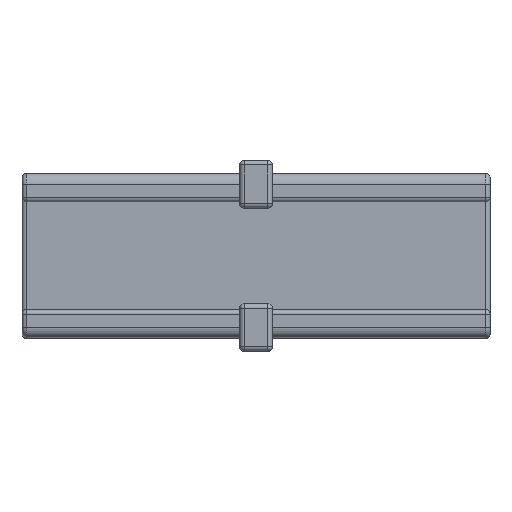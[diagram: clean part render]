
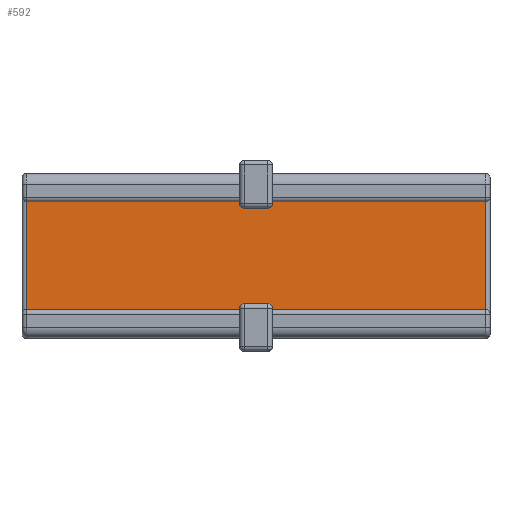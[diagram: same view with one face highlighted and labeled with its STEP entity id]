
A CAD part, top view. The second image highlights one B-rep face of the part: STEP entity #592.
In plain terms, the highlighted planar face has unit normal (0, 0, 1).
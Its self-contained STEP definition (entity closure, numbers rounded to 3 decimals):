
#3 = CARTESIAN_POINT ( 'NONE',  ( 1.5, 4.811, -9.8 ) ) ;
#6 = CARTESIAN_POINT ( 'NONE',  ( 21.1, -6.05, -9.8 ) ) ;
#48 = VERTEX_POINT ( 'NONE', #218 ) ;
#59 = CARTESIAN_POINT ( 'NONE',  ( -3.5, -4.411, -9.8 ) ) ;
#61 = CARTESIAN_POINT ( 'NONE',  ( 1.5, 6.05, -9.8 ) ) ;
#86 = VERTEX_POINT ( 'NONE', #3419 ) ;
#107 = VERTEX_POINT ( 'NONE', #6 ) ;
#116 = LINE ( 'NONE', #1639, #2797 ) ;
#139 = DIRECTION ( 'NONE',  ( -1., 0., 0. ) ) ;
#157 = VERTEX_POINT ( 'NONE', #1953 ) ;
#168 = VERTEX_POINT ( 'NONE', #3011 ) ;
#169 = EDGE_CURVE ( 'NONE', #2361, #672, #2442, .T. ) ;
#172 = CARTESIAN_POINT ( 'NONE',  ( 21.1, -6.05, -9.8 ) ) ;
#207 = DIRECTION ( 'NONE',  ( 0., 0., -1. ) ) ;
#218 = CARTESIAN_POINT ( 'NONE',  ( -21.1, -6.05, -9.8 ) ) ;
#362 = LINE ( 'NONE', #1728, #2936 ) ;
#424 = DIRECTION ( 'NONE',  ( 0., 1., 0. ) ) ;
#435 = CIRCLE ( 'NONE', #2940, 0.4 ) ;
#506 = EDGE_CURVE ( 'NONE', #1328, #1522, #3367, .T. ) ;
#515 = VECTOR ( 'NONE', #652, 1000. ) ;
#523 = ORIENTED_EDGE ( 'NONE', *, *, #169, .T. ) ;
#526 = DIRECTION ( 'NONE',  ( 0., 1., 0. ) ) ;
#590 = DIRECTION ( 'NONE',  ( 0., 1., 0. ) ) ;
#592 = ADVANCED_FACE ( 'NONE', ( #3280 ), #636, .F. ) ;
#628 = LINE ( 'NONE', #2961, #2160 ) ;
#636 = PLANE ( 'NONE',  #1362 ) ;
#643 = CARTESIAN_POINT ( 'NONE',  ( 1.5, -6.05, -9.8 ) ) ;
#652 = DIRECTION ( 'NONE',  ( 1., 0., 0. ) ) ;
#672 = VERTEX_POINT ( 'NONE', #1296 ) ;
#685 = VECTOR ( 'NONE', #1647, 1000. ) ;
#702 = EDGE_LOOP ( 'NONE', ( #1673, #2963, #1079, #887, #1133, #523, #3136, #2987, #836, #1268, #2528, #2110, #2643, #2225, #2324, #910 ) ) ;
#703 = VECTOR ( 'NONE', #1883, 1000. ) ;
#836 = ORIENTED_EDGE ( 'NONE', *, *, #2570, .F. ) ;
#848 = CARTESIAN_POINT ( 'NONE',  ( 1.1, 4.811, -9.8 ) ) ;
#887 = ORIENTED_EDGE ( 'NONE', *, *, #3336, .T. ) ;
#910 = ORIENTED_EDGE ( 'NONE', *, *, #506, .T. ) ;
#977 = LINE ( 'NONE', #1488, #2295 ) ;
#1010 = CARTESIAN_POINT ( 'NONE',  ( 1.5, 8.75, -9.8 ) ) ;
#1051 = EDGE_CURVE ( 'NONE', #3115, #2063, #1274, .T. ) ;
#1079 = ORIENTED_EDGE ( 'NONE', *, *, #3103, .F. ) ;
#1133 = ORIENTED_EDGE ( 'NONE', *, *, #2752, .T. ) ;
#1143 = VERTEX_POINT ( 'NONE', #2189 ) ;
#1168 = DIRECTION ( 'NONE',  ( 0., 1., 0. ) ) ;
#1189 = EDGE_CURVE ( 'NONE', #3184, #48, #2224, .T. ) ;
#1268 = ORIENTED_EDGE ( 'NONE', *, *, #1938, .T. ) ;
#1274 = LINE ( 'NONE', #1010, #1285 ) ;
#1285 = VECTOR ( 'NONE', #3413, 1000. ) ;
#1286 = DIRECTION ( 'NONE',  ( 0., 0., -1. ) ) ;
#1288 = EDGE_CURVE ( 'NONE', #157, #1143, #1982, .T. ) ;
#1296 = CARTESIAN_POINT ( 'NONE',  ( 1.1, -4.411, -9.8 ) ) ;
#1305 = EDGE_CURVE ( 'NONE', #3219, #1861, #977, .T. ) ;
#1318 = VERTEX_POINT ( 'NONE', #1452 ) ;
#1328 = VERTEX_POINT ( 'NONE', #2300 ) ;
#1362 = AXIS2_PLACEMENT_3D ( 'NONE', #2764, #1435, #1168 ) ;
#1398 = CARTESIAN_POINT ( 'NONE',  ( -21.1, -6.05, -9.8 ) ) ;
#1426 = DIRECTION ( 'NONE',  ( -1., 0., 0. ) ) ;
#1435 = DIRECTION ( 'NONE',  ( 0., 0., -1. ) ) ;
#1452 = CARTESIAN_POINT ( 'NONE',  ( -1.5, -6.05, -9.8 ) ) ;
#1479 = EDGE_CURVE ( 'NONE', #672, #3219, #1973, .T. ) ;
#1488 = CARTESIAN_POINT ( 'NONE',  ( 1.5, 8.75, -9.8 ) ) ;
#1522 = VERTEX_POINT ( 'NONE', #3135 ) ;
#1530 = CARTESIAN_POINT ( 'NONE',  ( 1.5, -4.811, -9.8 ) ) ;
#1542 = CIRCLE ( 'NONE', #3265, 0.4 ) ;
#1639 = CARTESIAN_POINT ( 'NONE',  ( 21.5, 6.05, -9.8 ) ) ;
#1647 = DIRECTION ( 'NONE',  ( 0., -1., 0. ) ) ;
#1673 = ORIENTED_EDGE ( 'NONE', *, *, #2700, .T. ) ;
#1727 = EDGE_CURVE ( 'NONE', #157, #1328, #2355, .T. ) ;
#1728 = CARTESIAN_POINT ( 'NONE',  ( 21.5, -6.05, -9.8 ) ) ;
#1733 = CARTESIAN_POINT ( 'NONE',  ( -1.1, -4.411, -9.8 ) ) ;
#1768 = DIRECTION ( 'NONE',  ( 0., -1., 0. ) ) ;
#1789 = CARTESIAN_POINT ( 'NONE',  ( -21.1, 6.05, -9.8 ) ) ;
#1825 = EDGE_CURVE ( 'NONE', #86, #3115, #116, .T. ) ;
#1861 = VERTEX_POINT ( 'NONE', #643 ) ;
#1883 = DIRECTION ( 'NONE',  ( 1., 0., 0. ) ) ;
#1938 = EDGE_CURVE ( 'NONE', #107, #86, #2541, .T. ) ;
#1940 = VECTOR ( 'NONE', #139, 1000. ) ;
#1953 = CARTESIAN_POINT ( 'NONE',  ( -1.1, 4.411, -9.8 ) ) ;
#1973 = CIRCLE ( 'NONE', #3299, 0.4 ) ;
#1982 = LINE ( 'NONE', #2237, #515 ) ;
#2063 = VERTEX_POINT ( 'NONE', #3 ) ;
#2110 = ORIENTED_EDGE ( 'NONE', *, *, #1051, .T. ) ;
#2160 = VECTOR ( 'NONE', #1426, 1000. ) ;
#2161 = DIRECTION ( 'NONE',  ( -1., 0., 0. ) ) ;
#2189 = CARTESIAN_POINT ( 'NONE',  ( 1.1, 4.411, -9.8 ) ) ;
#2224 = LINE ( 'NONE', #1398, #685 ) ;
#2225 = ORIENTED_EDGE ( 'NONE', *, *, #1288, .F. ) ;
#2233 = LINE ( 'NONE', #2781, #1940 ) ;
#2237 = CARTESIAN_POINT ( 'NONE',  ( -3.5, 4.411, -9.8 ) ) ;
#2292 = VECTOR ( 'NONE', #2791, 1000. ) ;
#2295 = VECTOR ( 'NONE', #1768, 1000. ) ;
#2300 = CARTESIAN_POINT ( 'NONE',  ( -1.5, 4.811, -9.8 ) ) ;
#2324 = ORIENTED_EDGE ( 'NONE', *, *, #1727, .T. ) ;
#2355 = CIRCLE ( 'NONE', #3404, 0.4 ) ;
#2361 = VERTEX_POINT ( 'NONE', #1733 ) ;
#2400 = LINE ( 'NONE', #2890, #2837 ) ;
#2426 = VECTOR ( 'NONE', #3111, 1000. ) ;
#2442 = LINE ( 'NONE', #59, #703 ) ;
#2528 = ORIENTED_EDGE ( 'NONE', *, *, #1825, .T. ) ;
#2541 = LINE ( 'NONE', #172, #2292 ) ;
#2570 = EDGE_CURVE ( 'NONE', #107, #1861, #362, .T. ) ;
#2588 = CARTESIAN_POINT ( 'NONE',  ( -1.1, -4.811, -9.8 ) ) ;
#2643 = ORIENTED_EDGE ( 'NONE', *, *, #3044, .T. ) ;
#2700 = EDGE_CURVE ( 'NONE', #1522, #3184, #2233, .T. ) ;
#2752 = EDGE_CURVE ( 'NONE', #168, #2361, #1542, .T. ) ;
#2764 = CARTESIAN_POINT ( 'NONE',  ( 21.5, -6.05, -9.8 ) ) ;
#2777 = DIRECTION ( 'NONE',  ( 0., 0., -1. ) ) ;
#2781 = CARTESIAN_POINT ( 'NONE',  ( 21.5, 6.05, -9.8 ) ) ;
#2782 = DIRECTION ( 'NONE',  ( 0., 0., -1. ) ) ;
#2791 = DIRECTION ( 'NONE',  ( 0., 1., 0. ) ) ;
#2797 = VECTOR ( 'NONE', #2161, 1000. ) ;
#2837 = VECTOR ( 'NONE', #3129, 1000. ) ;
#2890 = CARTESIAN_POINT ( 'NONE',  ( -1.5, 8.75, -9.8 ) ) ;
#2916 = CARTESIAN_POINT ( 'NONE',  ( 1.1, -4.811, -9.8 ) ) ;
#2936 = VECTOR ( 'NONE', #3240, 1000. ) ;
#2940 = AXIS2_PLACEMENT_3D ( 'NONE', #848, #2777, #590 ) ;
#2961 = CARTESIAN_POINT ( 'NONE',  ( 21.5, -6.05, -9.8 ) ) ;
#2963 = ORIENTED_EDGE ( 'NONE', *, *, #1189, .T. ) ;
#2987 = ORIENTED_EDGE ( 'NONE', *, *, #1305, .T. ) ;
#3011 = CARTESIAN_POINT ( 'NONE',  ( -1.5, -4.811, -9.8 ) ) ;
#3044 = EDGE_CURVE ( 'NONE', #2063, #1143, #435, .T. ) ;
#3054 = CARTESIAN_POINT ( 'NONE',  ( -1.1, 4.811, -9.8 ) ) ;
#3103 = EDGE_CURVE ( 'NONE', #1318, #48, #628, .T. ) ;
#3111 = DIRECTION ( 'NONE',  ( 0., 1., 0. ) ) ;
#3115 = VERTEX_POINT ( 'NONE', #61 ) ;
#3129 = DIRECTION ( 'NONE',  ( 0., 1., 0. ) ) ;
#3135 = CARTESIAN_POINT ( 'NONE',  ( -1.5, 6.05, -9.8 ) ) ;
#3136 = ORIENTED_EDGE ( 'NONE', *, *, #1479, .T. ) ;
#3184 = VERTEX_POINT ( 'NONE', #1789 ) ;
#3219 = VERTEX_POINT ( 'NONE', #1530 ) ;
#3240 = DIRECTION ( 'NONE',  ( -1., 0., 0. ) ) ;
#3265 = AXIS2_PLACEMENT_3D ( 'NONE', #2588, #207, #3341 ) ;
#3280 = FACE_OUTER_BOUND ( 'NONE', #702, .T. ) ;
#3299 = AXIS2_PLACEMENT_3D ( 'NONE', #2916, #1286, #526 ) ;
#3336 = EDGE_CURVE ( 'NONE', #1318, #168, #2400, .T. ) ;
#3341 = DIRECTION ( 'NONE',  ( 0., 1., 0. ) ) ;
#3367 = LINE ( 'NONE', #3385, #2426 ) ;
#3385 = CARTESIAN_POINT ( 'NONE',  ( -1.5, 8.75, -9.8 ) ) ;
#3404 = AXIS2_PLACEMENT_3D ( 'NONE', #3054, #2782, #424 ) ;
#3413 = DIRECTION ( 'NONE',  ( 0., -1., 0. ) ) ;
#3419 = CARTESIAN_POINT ( 'NONE',  ( 21.1, 6.05, -9.8 ) ) ;
